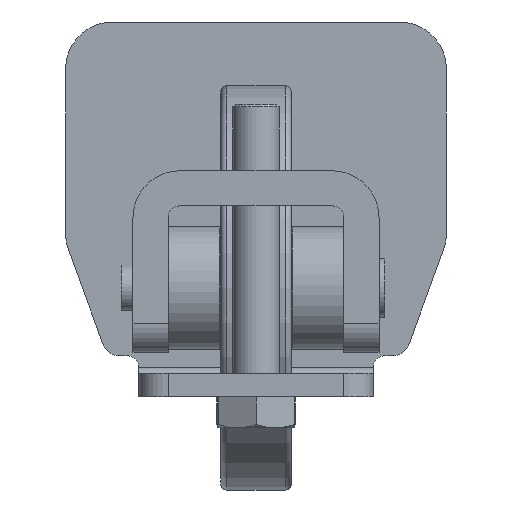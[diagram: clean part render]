
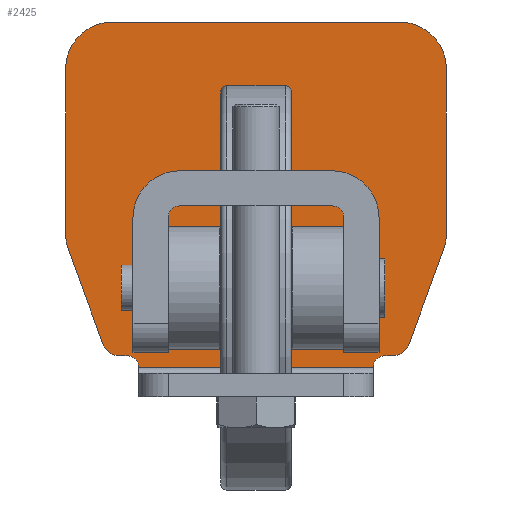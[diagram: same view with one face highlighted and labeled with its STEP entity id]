
A CAD part, front view. The second image highlights one B-rep face of the part: STEP entity #2425.
In plain terms, the highlighted face is planar.
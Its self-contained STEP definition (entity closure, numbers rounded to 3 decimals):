
#235=PLANE('',#2764);
#316=FACE_OUTER_BOUND('',#455,.T.);
#455=EDGE_LOOP('',(#1904,#1905,#1906,#1907,#1908,#1909,#1910,#1911,#1912,
#1913,#1914,#1915,#1916,#1917,#1918,#1919));
#624=LINE('',#3936,#758);
#631=LINE('',#3954,#765);
#640=LINE('',#3984,#774);
#643=LINE('',#3992,#777);
#646=LINE('',#4003,#780);
#650=LINE('',#4014,#784);
#654=LINE('',#4026,#788);
#655=LINE('',#4028,#789);
#758=VECTOR('',#3201,10.);
#765=VECTOR('',#3216,10.);
#774=VECTOR('',#3245,10.);
#777=VECTOR('',#3254,10.);
#780=VECTOR('',#3267,10.);
#784=VECTOR('',#3281,10.);
#788=VECTOR('',#3297,10.);
#789=VECTOR('',#3300,10.);
#867=CIRCLE('',#2727,2.);
#869=CIRCLE('',#2731,8.);
#877=CIRCLE('',#2742,2.);
#878=CIRCLE('',#2745,8.);
#879=CIRCLE('',#2748,3.);
#880=CIRCLE('',#2750,8.);
#881=CIRCLE('',#2753,3.);
#882=CIRCLE('',#2755,8.);
#1052=VERTEX_POINT('',#3897);
#1062=VERTEX_POINT('',#3923);
#1064=VERTEX_POINT('',#3929);
#1066=VERTEX_POINT('',#3935);
#1068=VERTEX_POINT('',#3941);
#1069=VERTEX_POINT('',#3942);
#1073=VERTEX_POINT('',#3952);
#1083=VERTEX_POINT('',#3978);
#1084=VERTEX_POINT('',#3982);
#1085=VERTEX_POINT('',#3986);
#1086=VERTEX_POINT('',#3990);
#1087=VERTEX_POINT('',#3996);
#1088=VERTEX_POINT('',#3997);
#1089=VERTEX_POINT('',#4002);
#1090=VERTEX_POINT('',#4008);
#1091=VERTEX_POINT('',#4009);
#1353=EDGE_CURVE('',#1062,#1064,#867,.T.);
#1356=EDGE_CURVE('',#1064,#1066,#624,.T.);
#1359=EDGE_CURVE('',#1068,#1069,#869,.T.);
#1365=EDGE_CURVE('',#1073,#1068,#631,.T.);
#1379=EDGE_CURVE('',#1083,#1052,#877,.T.);
#1381=EDGE_CURVE('',#1084,#1083,#640,.T.);
#1382=EDGE_CURVE('',#1085,#1073,#878,.T.);
#1385=EDGE_CURVE('',#1086,#1085,#643,.T.);
#1386=EDGE_CURVE('',#1066,#1086,#879,.T.);
#1387=EDGE_CURVE('',#1087,#1088,#880,.T.);
#1390=EDGE_CURVE('',#1088,#1089,#646,.T.);
#1392=EDGE_CURVE('',#1089,#1084,#881,.T.);
#1393=EDGE_CURVE('',#1090,#1091,#882,.T.);
#1396=EDGE_CURVE('',#1091,#1087,#650,.T.);
#1402=EDGE_CURVE('',#1062,#1052,#654,.T.);
#1403=EDGE_CURVE('',#1069,#1090,#655,.T.);
#1904=ORIENTED_EDGE('',*,*,#1359,.F.);
#1905=ORIENTED_EDGE('',*,*,#1365,.F.);
#1906=ORIENTED_EDGE('',*,*,#1382,.F.);
#1907=ORIENTED_EDGE('',*,*,#1385,.F.);
#1908=ORIENTED_EDGE('',*,*,#1386,.F.);
#1909=ORIENTED_EDGE('',*,*,#1356,.F.);
#1910=ORIENTED_EDGE('',*,*,#1353,.F.);
#1911=ORIENTED_EDGE('',*,*,#1402,.T.);
#1912=ORIENTED_EDGE('',*,*,#1379,.F.);
#1913=ORIENTED_EDGE('',*,*,#1381,.F.);
#1914=ORIENTED_EDGE('',*,*,#1392,.F.);
#1915=ORIENTED_EDGE('',*,*,#1390,.F.);
#1916=ORIENTED_EDGE('',*,*,#1387,.F.);
#1917=ORIENTED_EDGE('',*,*,#1396,.F.);
#1918=ORIENTED_EDGE('',*,*,#1393,.F.);
#1919=ORIENTED_EDGE('',*,*,#1403,.F.);
#2425=ADVANCED_FACE('',(#316),#235,.T.);
#2727=AXIS2_PLACEMENT_3D('',#3930,#3194,#3195);
#2731=AXIS2_PLACEMENT_3D('',#3943,#3206,#3207);
#2742=AXIS2_PLACEMENT_3D('',#3980,#3240,#3241);
#2745=AXIS2_PLACEMENT_3D('',#3987,#3248,#3249);
#2748=AXIS2_PLACEMENT_3D('',#3994,#3257,#3258);
#2750=AXIS2_PLACEMENT_3D('',#3998,#3261,#3262);
#2753=AXIS2_PLACEMENT_3D('',#4006,#3271,#3272);
#2755=AXIS2_PLACEMENT_3D('',#4010,#3275,#3276);
#2764=AXIS2_PLACEMENT_3D('',#4029,#3301,#3302);
#3194=DIRECTION('center_axis',(1.,0.,0.));
#3195=DIRECTION('ref_axis',(0.,0.707,0.707));
#3201=DIRECTION('',(0.,-1.,0.));
#3206=DIRECTION('center_axis',(-1.,0.,0.));
#3207=DIRECTION('ref_axis',(0.,-0.707,0.707));
#3216=DIRECTION('',(0.,0.,1.));
#3240=DIRECTION('center_axis',(1.,0.,0.));
#3241=DIRECTION('ref_axis',(0.,-0.707,0.707));
#3245=DIRECTION('',(0.,-1.,0.));
#3248=DIRECTION('center_axis',(-1.,0.,0.));
#3249=DIRECTION('ref_axis',(0.,-0.985,-0.174));
#3254=DIRECTION('',(0.,-0.342,0.94));
#3257=DIRECTION('center_axis',(-1.,0.,0.));
#3258=DIRECTION('ref_axis',(0.,-0.574,-0.819));
#3261=DIRECTION('center_axis',(-1.,0.,0.));
#3262=DIRECTION('ref_axis',(0.,0.985,-0.174));
#3267=DIRECTION('',(0.,-0.342,-0.94));
#3271=DIRECTION('center_axis',(-1.,0.,0.));
#3272=DIRECTION('ref_axis',(0.,0.574,-0.819));
#3275=DIRECTION('center_axis',(-1.,0.,0.));
#3276=DIRECTION('ref_axis',(0.,0.707,0.707));
#3281=DIRECTION('',(0.,0.,-1.));
#3297=DIRECTION('',(0.,1.,0.));
#3300=DIRECTION('',(0.,1.,0.));
#3301=DIRECTION('center_axis',(1.,0.,0.));
#3302=DIRECTION('ref_axis',(0.,0.,-1.));
#3897=CARTESIAN_POINT('',(-14.32,20.,3.188));
#3923=CARTESIAN_POINT('',(-14.32,-20.,3.188));
#3929=CARTESIAN_POINT('',(-14.32,-22.,5.188));
#3930=CARTESIAN_POINT('Origin',(-14.32,-22.,3.188));
#3935=CARTESIAN_POINT('',(-14.32,-23.302,5.188));
#3936=CARTESIAN_POINT('',(-14.32,25.403,5.188));
#3941=CARTESIAN_POINT('',(-14.32,-32.5,54.188));
#3942=CARTESIAN_POINT('',(-14.32,-24.5,62.188));
#3943=CARTESIAN_POINT('Origin',(-14.32,-24.5,54.188));
#3952=CARTESIAN_POINT('',(-14.32,-32.5,26.099));
#3954=CARTESIAN_POINT('',(-14.32,-32.5,24.688));
#3978=CARTESIAN_POINT('',(-14.32,22.,5.188));
#3980=CARTESIAN_POINT('Origin',(-14.32,22.,3.188));
#3982=CARTESIAN_POINT('',(-14.32,23.302,5.188));
#3984=CARTESIAN_POINT('',(-14.32,25.403,5.188));
#3986=CARTESIAN_POINT('',(-14.32,-32.018,23.363));
#3987=CARTESIAN_POINT('Origin',(-14.32,-24.5,26.099));
#3990=CARTESIAN_POINT('',(-14.32,-26.121,7.162));
#3992=CARTESIAN_POINT('',(-14.32,-25.403,5.188));
#3994=CARTESIAN_POINT('Origin',(-14.32,-23.302,8.188));
#3996=CARTESIAN_POINT('',(-14.32,32.5,26.099));
#3997=CARTESIAN_POINT('',(-14.32,32.018,23.363));
#3998=CARTESIAN_POINT('Origin',(-14.32,24.5,26.099));
#4002=CARTESIAN_POINT('',(-14.32,26.121,7.162));
#4003=CARTESIAN_POINT('',(-14.32,32.5,24.688));
#4006=CARTESIAN_POINT('Origin',(-14.32,23.302,8.188));
#4008=CARTESIAN_POINT('',(-14.32,24.5,62.188));
#4009=CARTESIAN_POINT('',(-14.32,32.5,54.188));
#4010=CARTESIAN_POINT('Origin',(-14.32,24.5,54.188));
#4014=CARTESIAN_POINT('',(-14.32,32.5,62.188));
#4026=CARTESIAN_POINT('',(-14.32,-10.,3.188));
#4028=CARTESIAN_POINT('',(-14.32,-32.5,62.188));
#4029=CARTESIAN_POINT('Origin',(-14.32,-20.,2.188));
